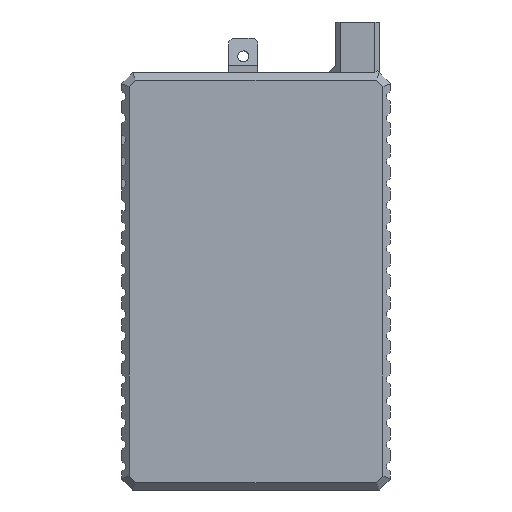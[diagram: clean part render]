
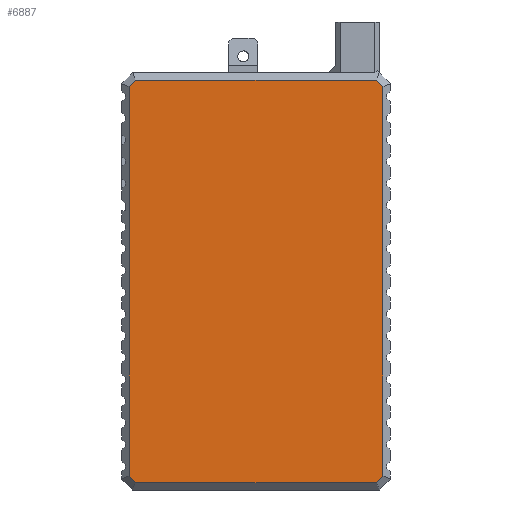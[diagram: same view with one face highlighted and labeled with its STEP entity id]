
A CAD part, front view. The second image highlights one B-rep face of the part: STEP entity #6887.
In plain terms, the highlighted planar face has unit normal (0, -1, 0).
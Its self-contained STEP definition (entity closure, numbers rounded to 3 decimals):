
#451=FACE_OUTER_BOUND('',#834,.T.);
#834=EDGE_LOOP('',(#6037,#6038,#6039,#6040,#6041,#6042,#6043,#6044));
#1518=LINE('',#10501,#2432);
#1675=LINE('',#10815,#2589);
#1740=LINE('',#10945,#2654);
#1742=LINE('',#10950,#2656);
#1746=LINE('',#10956,#2660);
#1748=LINE('',#10959,#2662);
#1749=LINE('',#10961,#2663);
#1751=LINE('',#10964,#2665);
#2432=VECTOR('',#8536,10.);
#2589=VECTOR('',#8797,10.);
#2654=VECTOR('',#8962,10.);
#2656=VECTOR('',#8966,10.);
#2660=VECTOR('',#8972,10.);
#2662=VECTOR('',#8976,10.);
#2663=VECTOR('',#8979,10.);
#2665=VECTOR('',#8983,10.);
#3169=VERTEX_POINT('',#10498);
#3170=VERTEX_POINT('',#10500);
#3274=VERTEX_POINT('',#10812);
#3275=VERTEX_POINT('',#10814);
#3289=VERTEX_POINT('',#10942);
#3290=VERTEX_POINT('',#10944);
#3291=VERTEX_POINT('',#10948);
#3292=VERTEX_POINT('',#10949);
#3999=EDGE_CURVE('',#3169,#3170,#1518,.T.);
#4156=EDGE_CURVE('',#3274,#3275,#1675,.T.);
#4221=EDGE_CURVE('',#3289,#3290,#1740,.T.);
#4223=EDGE_CURVE('',#3291,#3292,#1742,.T.);
#4227=EDGE_CURVE('',#3292,#3274,#1746,.T.);
#4229=EDGE_CURVE('',#3275,#3289,#1748,.T.);
#4230=EDGE_CURVE('',#3170,#3291,#1749,.T.);
#4232=EDGE_CURVE('',#3290,#3169,#1751,.T.);
#6037=ORIENTED_EDGE('',*,*,#4156,.F.);
#6038=ORIENTED_EDGE('',*,*,#4227,.F.);
#6039=ORIENTED_EDGE('',*,*,#4223,.F.);
#6040=ORIENTED_EDGE('',*,*,#4230,.F.);
#6041=ORIENTED_EDGE('',*,*,#3999,.F.);
#6042=ORIENTED_EDGE('',*,*,#4232,.F.);
#6043=ORIENTED_EDGE('',*,*,#4221,.F.);
#6044=ORIENTED_EDGE('',*,*,#4229,.F.);
#6538=PLANE('',#7318);
#6887=ADVANCED_FACE('',(#451),#6538,.F.);
#7318=AXIS2_PLACEMENT_3D('',#10967,#8988,#8989);
#8536=DIRECTION('',(0.,0.,1.));
#8797=DIRECTION('',(0.,0.,-1.));
#8962=DIRECTION('',(-1.,0.,0.));
#8966=DIRECTION('',(1.,0.,0.));
#8972=DIRECTION('',(0.707,0.,-0.707));
#8976=DIRECTION('',(-0.707,0.,-0.707));
#8979=DIRECTION('',(0.707,0.,0.707));
#8983=DIRECTION('',(-0.707,0.,0.707));
#8988=DIRECTION('center_axis',(0.,1.,0.));
#8989=DIRECTION('ref_axis',(0.,0.,1.));
#10498=CARTESIAN_POINT('',(-35.,0.,-53.672));
#10500=CARTESIAN_POINT('',(-35.,0.,53.672));
#10501=CARTESIAN_POINT('',(-35.,0.,-28.75));
#10812=CARTESIAN_POINT('',(35.,0.,53.672));
#10814=CARTESIAN_POINT('',(35.,0.,-53.672));
#10815=CARTESIAN_POINT('',(35.,0.,28.75));
#10942=CARTESIAN_POINT('',(33.172,0.,-55.5));
#10944=CARTESIAN_POINT('',(-33.172,0.,-55.5));
#10945=CARTESIAN_POINT('',(18.5,0.,-55.5));
#10948=CARTESIAN_POINT('',(-33.172,0.,55.5));
#10949=CARTESIAN_POINT('',(33.172,0.,55.5));
#10950=CARTESIAN_POINT('',(-18.5,0.,55.5));
#10956=CARTESIAN_POINT('',(39.211,0.,49.461));
#10959=CARTESIAN_POINT('',(39.211,0.,-49.461));
#10961=CARTESIAN_POINT('',(-39.211,0.,49.461));
#10964=CARTESIAN_POINT('',(-39.211,0.,-49.461));
#10967=CARTESIAN_POINT('Origin',(0.,0.,0.));
